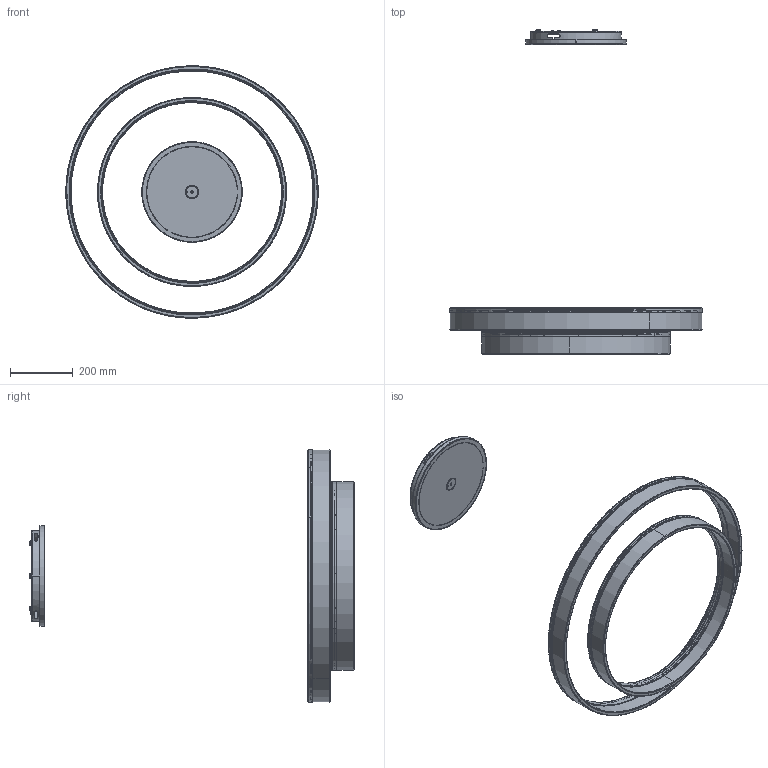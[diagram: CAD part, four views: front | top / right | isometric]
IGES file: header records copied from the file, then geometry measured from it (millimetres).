
Start section: SolidWorks IGES file using analytic representation for surfaces
Global section: file name: 00-3647.IGS; native system: SolidWorks 2015; preprocessor: SolidWorks 2015; author: agras; date: 160404.123811; units: millimetre
Bounding box: 803.55 x 1031.8 x 803.55 mm (x, y, z)
Surface area: 1545882.9 mm2 (no closed solid volume)
Topology: 0 solids, 0 shells, 504 faces, 10006 edges, 9996 vertices
Faces by surface type: bspline 256, revolution 248
